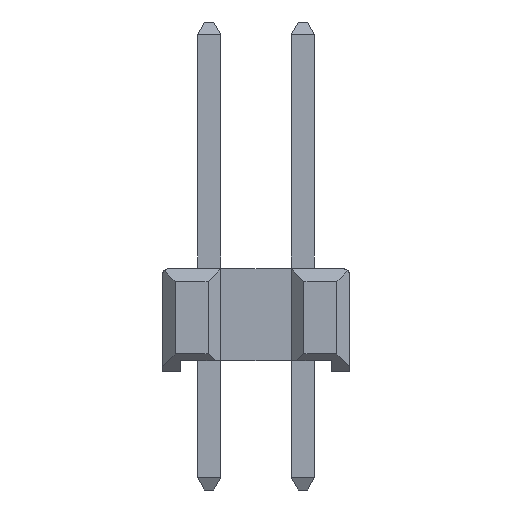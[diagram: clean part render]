
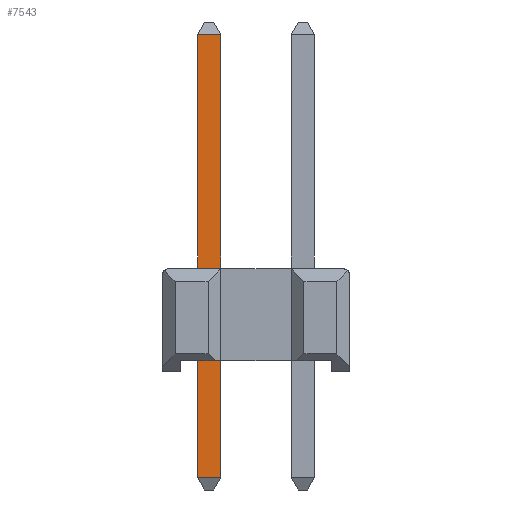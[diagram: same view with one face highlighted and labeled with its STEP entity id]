
A CAD part, front view. The second image highlights one B-rep face of the part: STEP entity #7543.
In plain terms, the highlighted planar face has unit normal (0, -1, 0).
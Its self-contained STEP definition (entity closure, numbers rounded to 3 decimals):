
#7447 = B_SPLINE_SURFACE_WITH_KNOTS('',1,1,(
    (#7448,#7449)
    ,(#7450,#7451
    )),.UNSPECIFIED.,.F.,.F.,.F.,(2,2),(2,2),(-9.358,
    0.093),(-0.64,0.01),
  .PIECEWISE_BEZIER_KNOTS.);
#7448 = CARTESIAN_POINT('',(-0.315,-25.075,9.326));
#7449 = CARTESIAN_POINT('',(-0.315,-25.725,9.326));
#7450 = CARTESIAN_POINT('',(-0.315,-25.075,-2.981));
#7451 = CARTESIAN_POINT('',(-0.315,-25.725,-2.981));
#7470 = VERTEX_POINT('',#7471);
#7471 = CARTESIAN_POINT('',(-0.315,-25.715,-2.86));
#7494 = EDGE_CURVE('',#7470,#7495,#7497,.T.);
#7495 = VERTEX_POINT('',#7496);
#7496 = CARTESIAN_POINT('',(-0.315,-25.715,9.156));
#7497 = SURFACE_CURVE('',#7498,(#7501,#7507),.PCURVE_S1.);
#7498 = B_SPLINE_CURVE_WITH_KNOTS('',1,(#7499,#7500),.UNSPECIFIED.,.F.,
  .F.,(2,2),(-9.266,-0.038),
  .PIECEWISE_BEZIER_KNOTS.);
#7499 = CARTESIAN_POINT('',(-0.315,-25.715,-2.86));
#7500 = CARTESIAN_POINT('',(-0.315,-25.715,9.156));
#7501 = PCURVE('',#7447,#7502);
#7502 = DEFINITIONAL_REPRESENTATION('',(#7503),#7506);
#7503 = B_SPLINE_CURVE_WITH_KNOTS('',1,(#7504,#7505),.UNSPECIFIED.,.F.,
  .F.,(2,2),(-9.266,-0.038),
  .PIECEWISE_BEZIER_KNOTS.);
#7504 = CARTESIAN_POINT('',(0.,0.));
#7505 = CARTESIAN_POINT('',(-9.227,0.));
#7506 = ( GEOMETRIC_REPRESENTATION_CONTEXT(2) 
PARAMETRIC_REPRESENTATION_CONTEXT() REPRESENTATION_CONTEXT('2D SPACE',''
  ) );
#7507 = PCURVE('',#7508,#7513);
#7508 = PLANE('',#7509);
#7509 = AXIS2_PLACEMENT_3D('',#7510,#7511,#7512);
#7510 = CARTESIAN_POINT('',(-0.325,-25.715,-2.981));
#7511 = DIRECTION('',(0.,-1.,
    0.));
#7512 = DIRECTION('',(0.,0.,
    1.));
#7513 = DEFINITIONAL_REPRESENTATION('',(#7514),#7517);
#7514 = B_SPLINE_CURVE_WITH_KNOTS('',1,(#7515,#7516),.UNSPECIFIED.,.F.,
  .F.,(2,2),(-9.266,-0.038),
  .PIECEWISE_BEZIER_KNOTS.);
#7515 = CARTESIAN_POINT('',(0.121,-0.01));
#7516 = CARTESIAN_POINT('',(12.136,-0.01));
#7517 = ( GEOMETRIC_REPRESENTATION_CONTEXT(2) 
PARAMETRIC_REPRESENTATION_CONTEXT() REPRESENTATION_CONTEXT('2D SPACE',''
  ) );
#7543 = ADVANCED_FACE('',(#7544),#7508,.T.);
#7544 = FACE_BOUND('',#7545,.T.);
#7545 = EDGE_LOOP('',(#7546,#7547,#7572,#7597));
#7546 = ORIENTED_EDGE('',*,*,#7494,.F.);
#7547 = ORIENTED_EDGE('',*,*,#7548,.T.);
#7548 = EDGE_CURVE('',#7470,#7549,#7551,.T.);
#7549 = VERTEX_POINT('',#7550);
#7550 = CARTESIAN_POINT('',(0.315,-25.715,-2.86));
#7551 = SURFACE_CURVE('',#7552,(#7555,#7561),.PCURVE_S1.);
#7552 = B_SPLINE_CURVE_WITH_KNOTS('',1,(#7553,#7554),.UNSPECIFIED.,.F.,
  .F.,(2,2),(9.266,9.896),.PIECEWISE_BEZIER_KNOTS.);
#7553 = CARTESIAN_POINT('',(-0.315,-25.715,-2.86));
#7554 = CARTESIAN_POINT('',(0.315,-25.715,-2.86));
#7555 = PCURVE('',#7508,#7556);
#7556 = DEFINITIONAL_REPRESENTATION('',(#7557),#7560);
#7557 = B_SPLINE_CURVE_WITH_KNOTS('',1,(#7558,#7559),.UNSPECIFIED.,.F.,
  .F.,(2,2),(9.266,9.896),.PIECEWISE_BEZIER_KNOTS.);
#7558 = CARTESIAN_POINT('',(0.121,-0.01));
#7559 = CARTESIAN_POINT('',(0.121,-0.64));
#7560 = ( GEOMETRIC_REPRESENTATION_CONTEXT(2) 
PARAMETRIC_REPRESENTATION_CONTEXT() REPRESENTATION_CONTEXT('2D SPACE',''
  ) );
#7561 = PCURVE('',#7562,#7567);
#7562 = PLANE('',#7563);
#7563 = AXIS2_PLACEMENT_3D('',#7564,#7565,#7566);
#7564 = CARTESIAN_POINT('',(-0.325,-25.52,-3.209));
#7565 = DIRECTION('',(0.,-0.873,-0.488
    ));
#7566 = DIRECTION('',(0.,-0.488,0.873
    ));
#7567 = DEFINITIONAL_REPRESENTATION('',(#7568),#7571);
#7568 = B_SPLINE_CURVE_WITH_KNOTS('',1,(#7569,#7570),.UNSPECIFIED.,.F.,
  .F.,(2,2),(9.266,9.896),.PIECEWISE_BEZIER_KNOTS.);
#7569 = CARTESIAN_POINT('',(0.4,-0.01));
#7570 = CARTESIAN_POINT('',(0.4,-0.64));
#7571 = ( GEOMETRIC_REPRESENTATION_CONTEXT(2) 
PARAMETRIC_REPRESENTATION_CONTEXT() REPRESENTATION_CONTEXT('2D SPACE',''
  ) );
#7572 = ORIENTED_EDGE('',*,*,#7573,.T.);
#7573 = EDGE_CURVE('',#7549,#7574,#7576,.T.);
#7574 = VERTEX_POINT('',#7575);
#7575 = CARTESIAN_POINT('',(0.315,-25.715,9.156));
#7576 = SURFACE_CURVE('',#7577,(#7580,#7586),.PCURVE_S1.);
#7577 = B_SPLINE_CURVE_WITH_KNOTS('',1,(#7578,#7579),.UNSPECIFIED.,.F.,
  .F.,(2,2),(9.896,19.123),.PIECEWISE_BEZIER_KNOTS.);
#7578 = CARTESIAN_POINT('',(0.315,-25.715,-2.86));
#7579 = CARTESIAN_POINT('',(0.315,-25.715,9.156));
#7580 = PCURVE('',#7508,#7581);
#7581 = DEFINITIONAL_REPRESENTATION('',(#7582),#7585);
#7582 = B_SPLINE_CURVE_WITH_KNOTS('',1,(#7583,#7584),.UNSPECIFIED.,.F.,
  .F.,(2,2),(9.896,19.123),.PIECEWISE_BEZIER_KNOTS.);
#7583 = CARTESIAN_POINT('',(0.121,-0.64));
#7584 = CARTESIAN_POINT('',(12.136,-0.64));
#7585 = ( GEOMETRIC_REPRESENTATION_CONTEXT(2) 
PARAMETRIC_REPRESENTATION_CONTEXT() REPRESENTATION_CONTEXT('2D SPACE',''
  ) );
#7586 = PCURVE('',#7587,#7592);
#7587 = B_SPLINE_SURFACE_WITH_KNOTS('',1,1,(
    (#7588,#7589)
    ,(#7590,#7591
    )),.UNSPECIFIED.,.F.,.F.,.F.,(2,2),(2,2),(-0.64,0.01),(
    -9.358,0.093),.PIECEWISE_BEZIER_KNOTS.);
#7588 = CARTESIAN_POINT('',(0.315,-25.075,9.326));
#7589 = CARTESIAN_POINT('',(0.315,-25.075,-2.981));
#7590 = CARTESIAN_POINT('',(0.315,-25.725,9.326));
#7591 = CARTESIAN_POINT('',(0.315,-25.725,-2.981));
#7592 = DEFINITIONAL_REPRESENTATION('',(#7593),#7596);
#7593 = B_SPLINE_CURVE_WITH_KNOTS('',1,(#7594,#7595),.UNSPECIFIED.,.F.,
  .F.,(2,2),(9.896,19.123),.PIECEWISE_BEZIER_KNOTS.);
#7594 = CARTESIAN_POINT('',(0.,0.));
#7595 = CARTESIAN_POINT('',(0.,-9.227));
#7596 = ( GEOMETRIC_REPRESENTATION_CONTEXT(2) 
PARAMETRIC_REPRESENTATION_CONTEXT() REPRESENTATION_CONTEXT('2D SPACE',''
  ) );
#7597 = ORIENTED_EDGE('',*,*,#7598,.T.);
#7598 = EDGE_CURVE('',#7574,#7495,#7599,.T.);
#7599 = SURFACE_CURVE('',#7600,(#7603,#7609),.PCURVE_S1.);
#7600 = B_SPLINE_CURVE_WITH_KNOTS('',1,(#7601,#7602),.UNSPECIFIED.,.F.,
  .F.,(2,2),(19.161,19.791),.PIECEWISE_BEZIER_KNOTS.);
#7601 = CARTESIAN_POINT('',(0.315,-25.715,9.156));
#7602 = CARTESIAN_POINT('',(-0.315,-25.715,9.156));
#7603 = PCURVE('',#7508,#7604);
#7604 = DEFINITIONAL_REPRESENTATION('',(#7605),#7608);
#7605 = B_SPLINE_CURVE_WITH_KNOTS('',1,(#7606,#7607),.UNSPECIFIED.,.F.,
  .F.,(2,2),(19.161,19.791),.PIECEWISE_BEZIER_KNOTS.);
#7606 = CARTESIAN_POINT('',(12.136,-0.64));
#7607 = CARTESIAN_POINT('',(12.136,-0.01));
#7608 = ( GEOMETRIC_REPRESENTATION_CONTEXT(2) 
PARAMETRIC_REPRESENTATION_CONTEXT() REPRESENTATION_CONTEXT('2D SPACE',''
  ) );
#7609 = PCURVE('',#7610,#7615);
#7610 = PLANE('',#7611);
#7611 = AXIS2_PLACEMENT_3D('',#7612,#7613,#7614);
#7612 = CARTESIAN_POINT('',(-0.325,-25.52,9.504));
#7613 = DIRECTION('',(0.,-0.873,0.487
    ));
#7614 = DIRECTION('',(0.,0.487,0.873
    ));
#7615 = DEFINITIONAL_REPRESENTATION('',(#7616),#7619);
#7616 = B_SPLINE_CURVE_WITH_KNOTS('',1,(#7617,#7618),.UNSPECIFIED.,.F.,
  .F.,(2,2),(19.161,19.791),.PIECEWISE_BEZIER_KNOTS.);
#7617 = CARTESIAN_POINT('',(-0.399,-0.64));
#7618 = CARTESIAN_POINT('',(-0.399,-0.01));
#7619 = ( GEOMETRIC_REPRESENTATION_CONTEXT(2) 
PARAMETRIC_REPRESENTATION_CONTEXT() REPRESENTATION_CONTEXT('2D SPACE',''
  ) );
